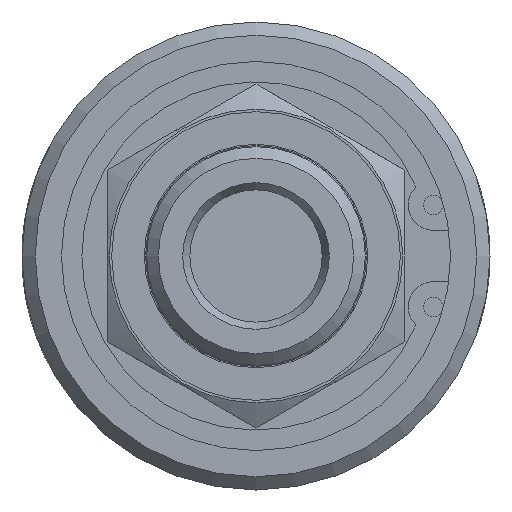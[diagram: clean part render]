
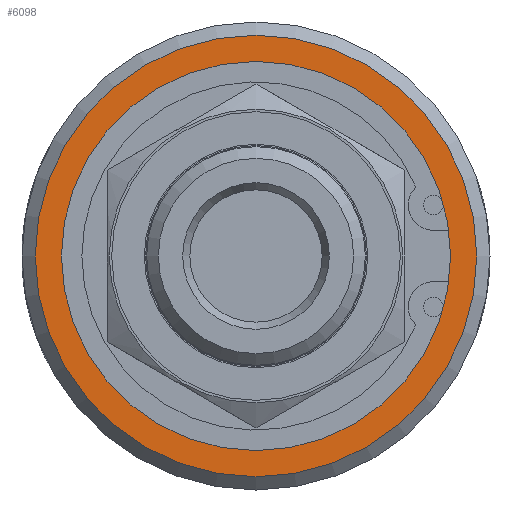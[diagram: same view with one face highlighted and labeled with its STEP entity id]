
A CAD part, left-side view. The second image highlights one B-rep face of the part: STEP entity #6098.
In plain terms, the highlighted planar face has unit normal (-1, 0, 0).
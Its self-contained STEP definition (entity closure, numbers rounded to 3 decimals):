
#633=FACE_BOUND('',#1355,.T.);
#966=FACE_OUTER_BOUND('',#1354,.T.);
#1354=EDGE_LOOP('',(#5529));
#1355=EDGE_LOOP('',(#5530,#5531));
#2263=CIRCLE('',#6540,26.7);
#2264=CIRCLE('',#6543,23.53);
#2265=CIRCLE('',#6544,23.53);
#2866=VERTEX_POINT('',#15897);
#2867=VERTEX_POINT('',#15902);
#2868=VERTEX_POINT('',#15903);
#3761=EDGE_CURVE('',#2866,#2866,#2263,.T.);
#3762=EDGE_CURVE('',#2867,#2868,#2264,.T.);
#3763=EDGE_CURVE('',#2868,#2867,#2265,.T.);
#5529=ORIENTED_EDGE('',*,*,#3761,.F.);
#5530=ORIENTED_EDGE('',*,*,#3762,.T.);
#5531=ORIENTED_EDGE('',*,*,#3763,.T.);
#5672=PLANE('',#6542);
#6098=ADVANCED_FACE('',(#966,#633),#5672,.T.);
#6540=AXIS2_PLACEMENT_3D('',#15899,#7700,#7701);
#6542=AXIS2_PLACEMENT_3D('',#15901,#7704,#7705);
#6543=AXIS2_PLACEMENT_3D('',#15904,#7706,#7707);
#6544=AXIS2_PLACEMENT_3D('',#15905,#7708,#7709);
#7700=DIRECTION('center_axis',(1.,0.,0.));
#7701=DIRECTION('ref_axis',(0.,-1.,0.));
#7704=DIRECTION('center_axis',(-1.,0.,0.));
#7705=DIRECTION('ref_axis',(0.,0.,1.));
#7706=DIRECTION('center_axis',(1.,0.,0.));
#7707=DIRECTION('ref_axis',(0.,1.,0.));
#7708=DIRECTION('center_axis',(1.,0.,0.));
#7709=DIRECTION('ref_axis',(0.,1.,0.));
#15897=CARTESIAN_POINT('',(0.,26.7,0.));
#15899=CARTESIAN_POINT('Origin',(0.,0.,0.));
#15901=CARTESIAN_POINT('Origin',(0.,14.15,0.));
#15902=CARTESIAN_POINT('',(0.,23.53,0.));
#15903=CARTESIAN_POINT('',(0.,-23.53,0.));
#15904=CARTESIAN_POINT('Origin',(0.,0.,0.));
#15905=CARTESIAN_POINT('Origin',(0.,0.,0.));
